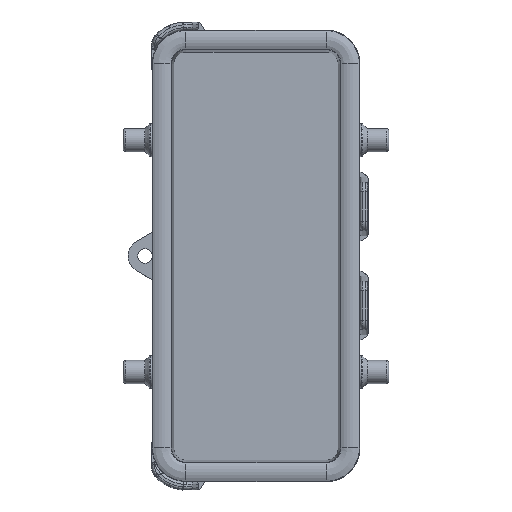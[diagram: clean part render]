
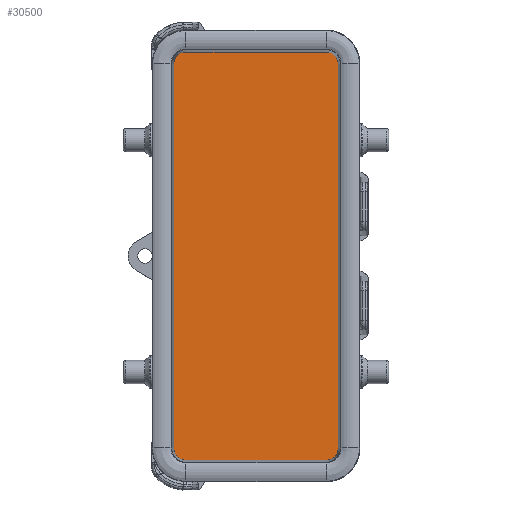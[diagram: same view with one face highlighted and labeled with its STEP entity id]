
A CAD part, top view. The second image highlights one B-rep face of the part: STEP entity #30500.
In plain terms, the highlighted planar face has unit normal (0, 0, 1).
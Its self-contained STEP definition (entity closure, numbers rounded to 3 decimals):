
#29750=CARTESIAN_POINT('',(18.389,-6.758,
-9.5));
#29760=DIRECTION('',(0.,0.,-1.));
#29770=DIRECTION('',(1.,0.,0.));
#29780=AXIS2_PLACEMENT_3D('',#29750,#29760,#29770);
#29790=PLANE('',#29780);
#29800=CARTESIAN_POINT('',(-14.5,6.001,-9.5));
#29810=DIRECTION('',(0.,0.,1.));
#29820=DIRECTION('',(1.,0.,0.));
#29830=AXIS2_PLACEMENT_3D('',#29800,#29810,#29820);
#29840=CIRCLE('',#29830,2.502);
#29850=CARTESIAN_POINT('',(-14.5,8.504,-9.5));
#29860=VERTEX_POINT('',#29850);
#29870=CARTESIAN_POINT('',(-17.002,6.001,
-9.5));
#29880=VERTEX_POINT('',#29870);
#29890=EDGE_CURVE('',#29860,#29880,#29840,.T.);
#29900=ORIENTED_EDGE('',*,*,#29890,.T.);
#29910=CARTESIAN_POINT('',(0.,8.504,-9.5));
#29920=DIRECTION('',(1.,-0.,0.));
#29930=VECTOR('',#29920,1.);
#29940=LINE('',#29910,#29930);
#29950=CARTESIAN_POINT('',(14.5,8.504,-9.5));
#29960=VERTEX_POINT('',#29950);
#29970=EDGE_CURVE('',#29860,#29960,#29940,.T.);
#29980=ORIENTED_EDGE('',*,*,#29970,.F.);
#29990=CARTESIAN_POINT('',(14.5,6.001,
-9.5));
#30000=DIRECTION('',(0.,0.,1.));
#30010=DIRECTION('',(1.,0.,0.));
#30020=AXIS2_PLACEMENT_3D('',#29990,#30000,#30010);
#30030=CIRCLE('',#30020,2.502);
#30040=CARTESIAN_POINT('',(17.002,6.001,
-9.5));
#30050=VERTEX_POINT('',#30040);
#30060=EDGE_CURVE('',#30050,#29960,#30030,.T.);
#30070=ORIENTED_EDGE('',*,*,#30060,.T.);
#30080=CARTESIAN_POINT('',(17.002,0.,-9.5));
#30090=DIRECTION('',(0.,-1.,-0.));
#30100=VECTOR('',#30090,1.);
#30110=LINE('',#30080,#30100);
#30120=CARTESIAN_POINT('',(17.002,-73.499,
-9.5));
#30130=VERTEX_POINT('',#30120);
#30140=EDGE_CURVE('',#30050,#30130,#30110,.T.);
#30150=ORIENTED_EDGE('',*,*,#30140,.F.);
#30160=CARTESIAN_POINT('',(14.5,-73.499,
-9.5));
#30170=DIRECTION('',(0.,0.,-1.));
#30180=DIRECTION('',(1.,0.,0.));
#30190=AXIS2_PLACEMENT_3D('',#30160,#30170,#30180);
#30200=CIRCLE('',#30190,2.502);
#30210=CARTESIAN_POINT('',(14.5,-76.001,-9.5));
#30220=VERTEX_POINT('',#30210);
#30230=EDGE_CURVE('',#30130,#30220,#30200,.T.);
#30240=ORIENTED_EDGE('',*,*,#30230,.F.);
#30250=CARTESIAN_POINT('',(0.,-76.001,-9.5));
#30260=DIRECTION('',(1.,-0.,0.));
#30270=VECTOR('',#30260,1.);
#30280=LINE('',#30250,#30270);
#30290=CARTESIAN_POINT('',(-14.5,-76.001,-9.5));
#30300=VERTEX_POINT('',#30290);
#30310=EDGE_CURVE('',#30300,#30220,#30280,.T.);
#30320=ORIENTED_EDGE('',*,*,#30310,.T.);
#30330=CARTESIAN_POINT('',(-14.5,-73.499,
-9.5));
#30340=DIRECTION('',(0.,0.,-1.));
#30350=DIRECTION('',(1.,0.,0.));
#30360=AXIS2_PLACEMENT_3D('',#30330,#30340,#30350);
#30370=CIRCLE('',#30360,2.502);
#30380=CARTESIAN_POINT('',(-17.002,-73.499,
-9.5));
#30390=VERTEX_POINT('',#30380);
#30400=EDGE_CURVE('',#30300,#30390,#30370,.T.);
#30410=ORIENTED_EDGE('',*,*,#30400,.F.);
#30420=CARTESIAN_POINT('',(-17.002,0.,-9.5));
#30430=DIRECTION('',(0.,1.,0.));
#30440=VECTOR('',#30430,1.);
#30450=LINE('',#30420,#30440);
#30460=EDGE_CURVE('',#30390,#29880,#30450,.T.);
#30470=ORIENTED_EDGE('',*,*,#30460,.F.);
#30480=EDGE_LOOP('',(#30470,#30410,#30320,#30240,#30150,#30070,#29980,
#29900));
#30490=FACE_OUTER_BOUND('',#30480,.T.);
#30500=ADVANCED_FACE('',(#30490),#29790,.F.);
